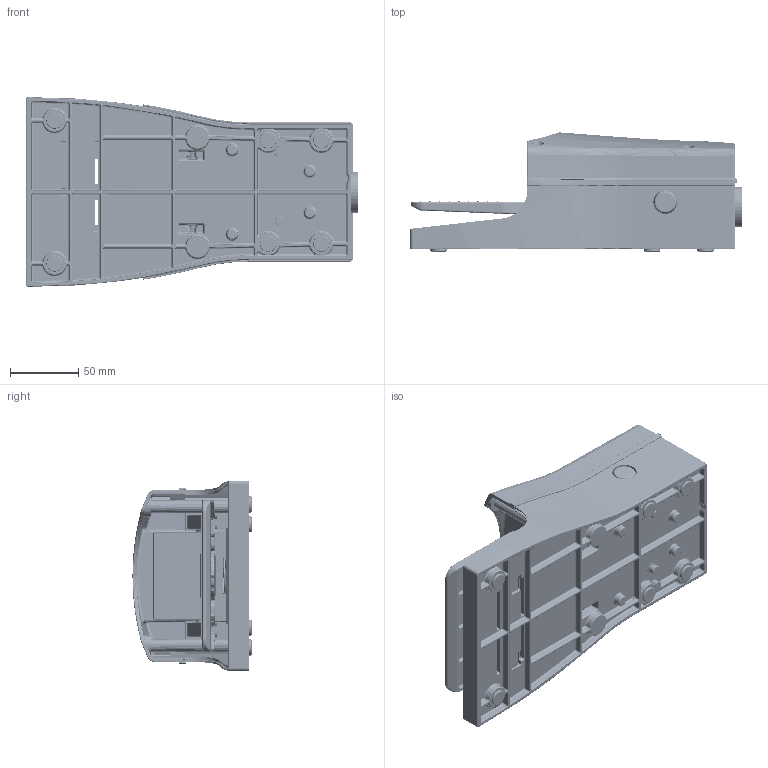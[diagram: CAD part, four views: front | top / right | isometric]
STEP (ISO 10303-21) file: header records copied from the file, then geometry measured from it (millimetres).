
FILE_DESCRIPTION(( 'PEDS 504 MA.STEP' ), '1');
FILE_NAME( 'PEDS 504 MA.STEP', '2019-03-04T12:06:20',( 'Sopra'),('sopra-pneumatic.com'), 'SwSTEP 2.0','SolidWorks 2009','' );
FILE_SCHEMA (( 'AUTOMOTIVE_DESIGN' ));
Length unit declared in the file: millimetre
Products named in the file (1): 1_139_4n
Bounding box: 243.9 x 87.47 x 139.42 mm (x, y, z)
Volume: 389013.2 mm3; surface area: 248040.9 mm2
Topology: 6 solids, 6 shells, 4708 faces, 11390 edges, 6615 vertices
Faces by surface type: cylinder 1638, bspline 1218, plane 950, cone 614, torus 165, sphere 123
Entity records: 285603 total; most frequent: CARTESIAN_POINT 135609, ORIENTED_EDGE 22456, DIRECTION 18284, EDGE_CURVE 11228, AXIS2_PLACEMENT_3D 7232, VERTEX_POINT 6615, EDGE_LOOP 4817, UNCERTAINTY_MEASURE_WITH_UNIT 4716
